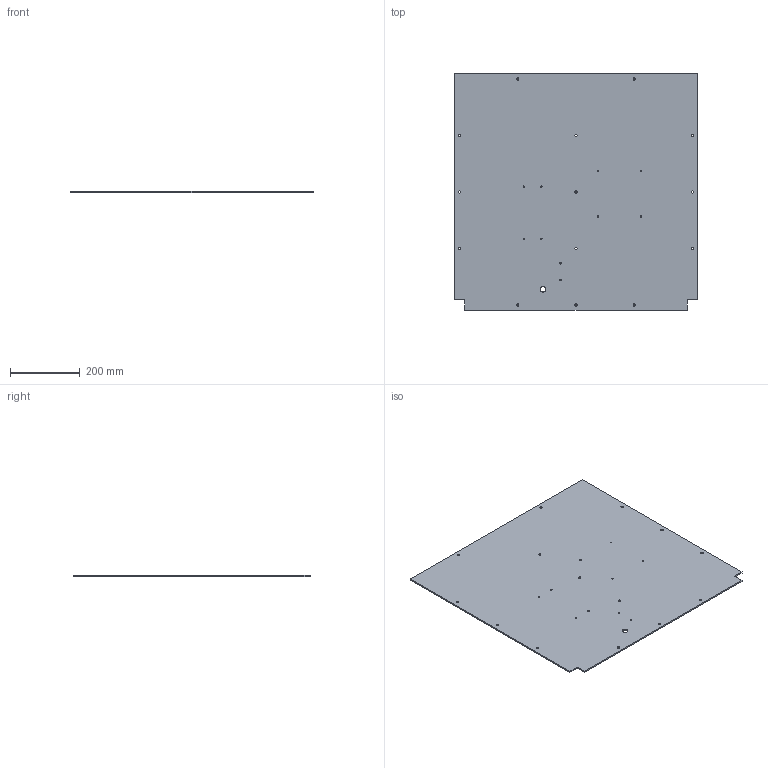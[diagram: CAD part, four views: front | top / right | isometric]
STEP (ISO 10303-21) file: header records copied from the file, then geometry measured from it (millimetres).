
FILE_DESCRIPTION(/* description */ (''),/* implementation_level */ '2;1');
FILE_NAME(/* name */ 'panel_electronics_duet3_mb6hc_500.step',/* time_stamp */ '2021-09-25T23:22:44+01:00',/* author */ (''),/* organization */ (''),/* preprocessor_version */ 'ST-DEVELOPER v18.1',/* originating_system */ 'Autodesk Translation Framework v10.10.0.1391',/* authorisation */ '');
FILE_SCHEMA (('AUTOMOTIVE_DESIGN { 1 0 10303 214 3 1 1 }'));
Length unit declared in the file: millimetre
Products named in the file (1): panel_electronics_duet3_mb6hc_500
Bounding box: 700 x 680 x 4 mm (x, y, z)
Volume: 1893443.7 mm3; surface area: 959689.5 mm2
Topology: 1 solids, 1 shells, 35 faces, 99 edges, 66 vertices
Faces by surface type: cylinder 25, plane 10
Full cylindrical faces by diameter (mm): 4.5 x10, 6.6 x14, 16 x1
Entity records: 1296 total; most frequent: DIRECTION 221, CARTESIAN_POINT 201, ORIENTED_EDGE 198, EDGE_CURVE 99, AXIS2_PLACEMENT_3D 86, EDGE_LOOP 85, VERTEX_POINT 66, FACE_BOUND 50
